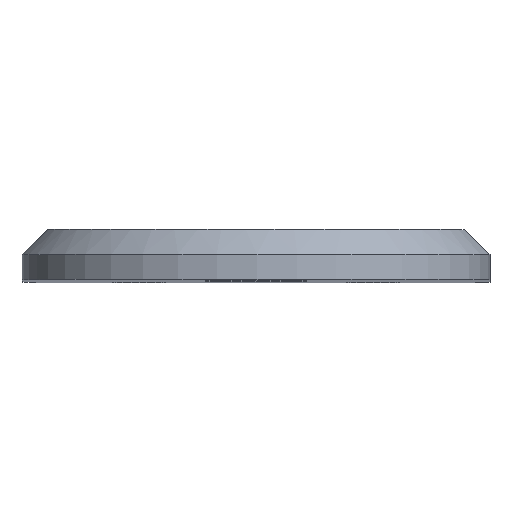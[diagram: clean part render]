
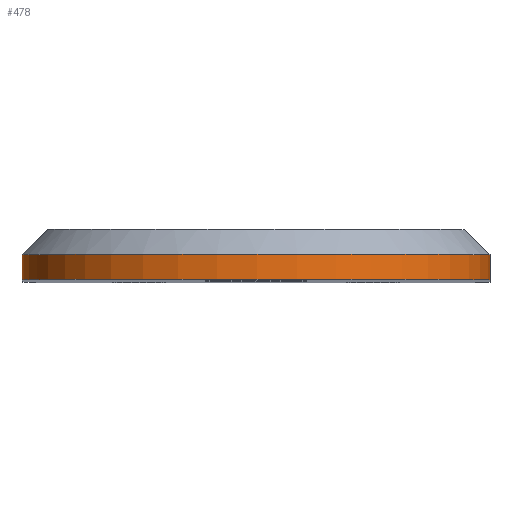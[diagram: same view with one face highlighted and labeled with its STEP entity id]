
A CAD part, top view. The second image highlights one B-rep face of the part: STEP entity #478.
In plain terms, the highlighted free-form (B-spline) face has degree [3, 1] with [4, 2] control points.
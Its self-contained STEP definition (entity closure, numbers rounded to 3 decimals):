
#44 = EDGE_LOOP ( 'NONE', ( #555, #1846, #999, #1044 ) ) ;
#87 = CARTESIAN_POINT ( 'NONE',  ( -7., -1.5, 23. ) ) ;
#97 = VECTOR ( 'NONE', #1107, 1000. ) ;
#111 = CARTESIAN_POINT ( 'NONE',  ( -7., -1.5, 35. ) ) ;
#124 = CARTESIAN_POINT ( 'NONE',  ( 7., -0.75, 35. ) ) ;
#264 = CARTESIAN_POINT ( 'NONE',  ( -7., -0.75, 23. ) ) ;
#275 = VERTEX_POINT ( 'NONE', #264 ) ;
#285 = CARTESIAN_POINT ( 'NONE',  ( 7., -1.5, 23. ) ) ;
#349 =( BOUNDED_SURFACE ( )  B_SPLINE_SURFACE ( 3, 1, ( 
 ( #1769, #1033 ),
 ( #710, #124 ),
 ( #995, #1584 ),
 ( #1891, #425 ) ),
 .UNSPECIFIED., .F., .F., .F. ) 
 B_SPLINE_SURFACE_WITH_KNOTS ( ( 4, 4 ),
 ( 2, 2 ),
 ( 0., 1. ),
 ( 0., 1. ),
 .UNSPECIFIED. ) 
 GEOMETRIC_REPRESENTATION_ITEM ( )  RATIONAL_B_SPLINE_SURFACE ( (
 ( 1., 1.),
 ( 0.333, 0.333),
 ( 0.333, 0.333),
 ( 1., 1.) ) ) 
 REPRESENTATION_ITEM ( '' )  SURFACE ( )  );
#353 = CARTESIAN_POINT ( 'NONE',  ( 7., -1.5, 23. ) ) ;
#391 = CARTESIAN_POINT ( 'NONE',  ( 7., -0.75, 35. ) ) ;
#402 = FACE_OUTER_BOUND ( 'NONE', #44, .T. ) ;
#425 = CARTESIAN_POINT ( 'NONE',  ( -7., -0.75, 23. ) ) ;
#478 = ADVANCED_FACE ( 'NONE', ( #402 ), #349, .F. ) ;
#487 =( BOUNDED_CURVE ( )  B_SPLINE_CURVE ( 3, ( #699, #1438, #111, #707 ),
 .UNSPECIFIED., .F., .T. ) 
 B_SPLINE_CURVE_WITH_KNOTS ( ( 4, 4 ),
 ( 3.142, 6.283 ),
 .UNSPECIFIED. ) 
 CURVE ( )  GEOMETRIC_REPRESENTATION_ITEM ( )  RATIONAL_B_SPLINE_CURVE ( ( 1., 0.333, 0.333, 1. ) ) 
 REPRESENTATION_ITEM ( '' )  );
#555 = ORIENTED_EDGE ( 'NONE', *, *, #679, .T. ) ;
#658 = EDGE_CURVE ( 'NONE', #1819, #275, #976, .T. ) ;
#679 = EDGE_CURVE ( 'NONE', #928, #846, #681, .T. ) ;
#681 = LINE ( 'NONE', #353, #97 ) ;
#699 = CARTESIAN_POINT ( 'NONE',  ( 7., -1.5, 23. ) ) ;
#707 = CARTESIAN_POINT ( 'NONE',  ( -7., -1.5, 23. ) ) ;
#710 = CARTESIAN_POINT ( 'NONE',  ( 7., -1.5, 35. ) ) ;
#808 = EDGE_CURVE ( 'NONE', #846, #275, #948, .T. ) ;
#846 = VERTEX_POINT ( 'NONE', #1886 ) ;
#891 = EDGE_CURVE ( 'NONE', #928, #1819, #487, .T. ) ;
#928 = VERTEX_POINT ( 'NONE', #285 ) ;
#948 =( BOUNDED_CURVE ( )  B_SPLINE_CURVE ( 3, ( #1027, #391, #1293, #1315 ),
 .UNSPECIFIED., .F., .T. ) 
 B_SPLINE_CURVE_WITH_KNOTS ( ( 4, 4 ),
 ( 0., 1. ),
 .UNSPECIFIED. ) 
 CURVE ( )  GEOMETRIC_REPRESENTATION_ITEM ( )  RATIONAL_B_SPLINE_CURVE ( ( 1., 0.333, 0.333, 1. ) ) 
 REPRESENTATION_ITEM ( '' )  );
#970 = DIRECTION ( 'NONE',  ( 0., 1., 0. ) ) ;
#976 = LINE ( 'NONE', #87, #1090 ) ;
#995 = CARTESIAN_POINT ( 'NONE',  ( -7., -1.5, 35. ) ) ;
#999 = ORIENTED_EDGE ( 'NONE', *, *, #658, .F. ) ;
#1027 = CARTESIAN_POINT ( 'NONE',  ( 7., -0.75, 23. ) ) ;
#1033 = CARTESIAN_POINT ( 'NONE',  ( 7., -0.75, 23. ) ) ;
#1044 = ORIENTED_EDGE ( 'NONE', *, *, #891, .F. ) ;
#1068 = CARTESIAN_POINT ( 'NONE',  ( -7., -1.5, 23. ) ) ;
#1090 = VECTOR ( 'NONE', #970, 1000. ) ;
#1107 = DIRECTION ( 'NONE',  ( 0., 1., 0. ) ) ;
#1293 = CARTESIAN_POINT ( 'NONE',  ( -7., -0.75, 35. ) ) ;
#1315 = CARTESIAN_POINT ( 'NONE',  ( -7., -0.75, 23. ) ) ;
#1438 = CARTESIAN_POINT ( 'NONE',  ( 7., -1.5, 35. ) ) ;
#1584 = CARTESIAN_POINT ( 'NONE',  ( -7., -0.75, 35. ) ) ;
#1769 = CARTESIAN_POINT ( 'NONE',  ( 7., -1.5, 23. ) ) ;
#1819 = VERTEX_POINT ( 'NONE', #1068 ) ;
#1846 = ORIENTED_EDGE ( 'NONE', *, *, #808, .T. ) ;
#1886 = CARTESIAN_POINT ( 'NONE',  ( 7., -0.75, 23. ) ) ;
#1891 = CARTESIAN_POINT ( 'NONE',  ( -7., -1.5, 23. ) ) ;
